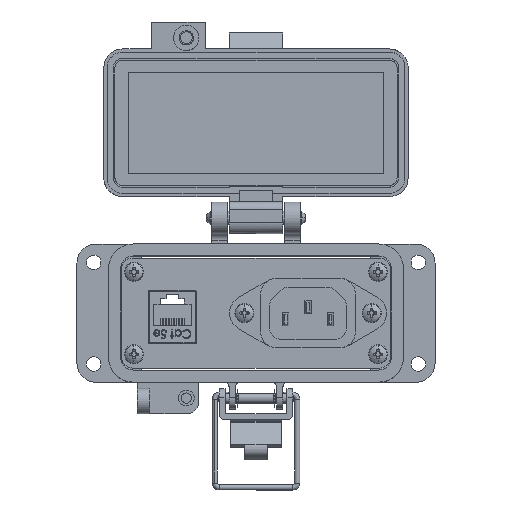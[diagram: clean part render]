
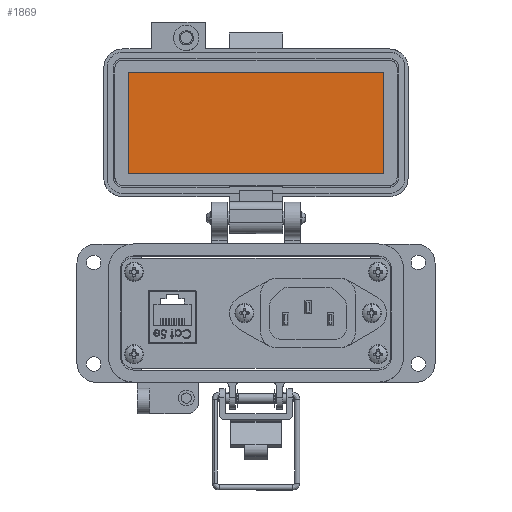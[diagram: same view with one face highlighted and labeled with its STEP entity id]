
A CAD part, top view. The second image highlights one B-rep face of the part: STEP entity #1869.
In plain terms, the highlighted planar face has unit normal (0, 0, 1).
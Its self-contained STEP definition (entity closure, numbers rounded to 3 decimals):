
#1869 = ADVANCED_FACE ( 'NONE', ( #67547 ), #15880, .T. ) ;
#2550 = ORIENTED_EDGE ( 'NONE', *, *, #46670, .F. ) ;
#4677 = AXIS2_PLACEMENT_3D ( 'NONE', #41078, #14956, #36711 ) ;
#5178 = EDGE_CURVE ( 'NONE', #67199, #53682, #42279, .T. ) ;
#5299 = VECTOR ( 'NONE', #25038, 1000. ) ;
#5359 = CARTESIAN_POINT ( 'NONE',  ( 40.25, 51.154, -25.55 ) ) ;
#8360 = ORIENTED_EDGE ( 'NONE', *, *, #5178, .F. ) ;
#9575 = CARTESIAN_POINT ( 'NONE',  ( -40.25, 51.154, -25.55 ) ) ;
#10415 = VERTEX_POINT ( 'NONE', #5359 ) ;
#14956 = DIRECTION ( 'NONE',  ( 0., 0., 1. ) ) ;
#15880 = PLANE ( 'NONE',  #4677 ) ;
#19000 = ORIENTED_EDGE ( 'NONE', *, *, #39931, .F. ) ;
#19207 = LINE ( 'NONE', #19736, #5299 ) ;
#19736 = CARTESIAN_POINT ( 'NONE',  ( 42., 51.154, -25.55 ) ) ;
#22561 = ORIENTED_EDGE ( 'NONE', *, *, #26448, .F. ) ;
#25038 = DIRECTION ( 'NONE',  ( -1., 0., 0. ) ) ;
#26160 = CARTESIAN_POINT ( 'NONE',  ( 40.25, 67.154, -25.55 ) ) ;
#26448 = EDGE_CURVE ( 'NONE', #63513, #10415, #44828, .T. ) ;
#27422 = DIRECTION ( 'NONE',  ( 1., 0., 0. ) ) ;
#28374 = VECTOR ( 'NONE', #67177, 1000. ) ;
#29292 = VECTOR ( 'NONE', #31439, 1000. ) ;
#31439 = DIRECTION ( 'NONE',  ( 0., -1., 0. ) ) ;
#35917 = CARTESIAN_POINT ( 'NONE',  ( 40.25, 83.154, -25.55 ) ) ;
#36711 = DIRECTION ( 'NONE',  ( 0., -1., 0. ) ) ;
#37708 = CARTESIAN_POINT ( 'NONE',  ( -8.5, 83.154, -25.55 ) ) ;
#39090 = VECTOR ( 'NONE', #27422, 1000. ) ;
#39931 = EDGE_CURVE ( 'NONE', #10415, #67199, #19207, .T. ) ;
#41078 = CARTESIAN_POINT ( 'NONE',  ( -8.5, 67.154, -25.55 ) ) ;
#42279 = LINE ( 'NONE', #66960, #28374 ) ;
#44828 = LINE ( 'NONE', #26160, #29292 ) ;
#46670 = EDGE_CURVE ( 'NONE', #53682, #63513, #66904, .T. ) ;
#47473 = CARTESIAN_POINT ( 'NONE',  ( -40.25, 83.154, -25.55 ) ) ;
#53682 = VERTEX_POINT ( 'NONE', #47473 ) ;
#60687 = EDGE_LOOP ( 'NONE', ( #2550, #8360, #19000, #22561 ) ) ;
#63513 = VERTEX_POINT ( 'NONE', #35917 ) ;
#66904 = LINE ( 'NONE', #37708, #39090 ) ;
#66960 = CARTESIAN_POINT ( 'NONE',  ( -40.25, 67.154, -25.55 ) ) ;
#67177 = DIRECTION ( 'NONE',  ( 0., 1., 0. ) ) ;
#67199 = VERTEX_POINT ( 'NONE', #9575 ) ;
#67547 = FACE_OUTER_BOUND ( 'NONE', #60687, .T. ) ;
